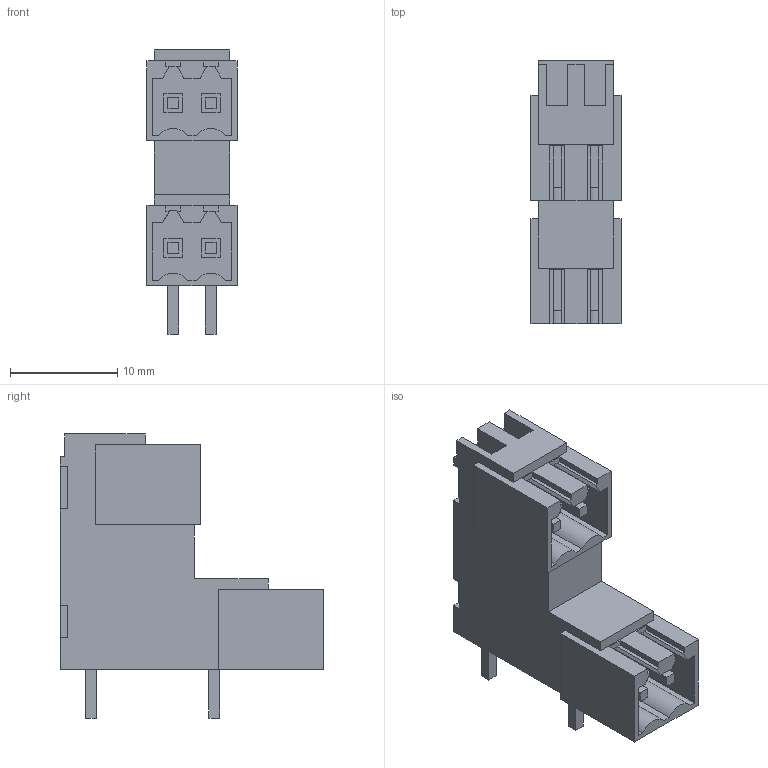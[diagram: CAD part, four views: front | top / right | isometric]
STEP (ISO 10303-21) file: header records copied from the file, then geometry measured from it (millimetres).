
FILE_DESCRIPTION(('CATIA V5 STEP Exchange','CAx-IF Rec.Pracs.--- Model Styling and Organization---1.4--- 2014-01-23'),'2;1');
FILE_NAME ('D1488353_2_1642860000_1642860000.stp','2022-07-29T06:15:24+00:00',('none'),('Weidmueller'),'CATIA Version 5-6 Release 2016 SP3 HF44','CATIA V5 STEP AP214','none');
FILE_SCHEMA(('AUTOMOTIVE_DESIGN { 1 0 10303 214 1 1 1 1 }'));
Length unit declared in the file: millimetre
Products named in the file (1): 1642860000
Bounding box: 8.4 x 24.55 x 26.5 mm (x, y, z)
Volume: 1792 mm3; surface area: 2934.3 mm2
Topology: 5 solids, 5 shells, 249 faces, 686 edges, 454 vertices
Faces by surface type: plane 229, cylinder 20
Entity records: 7456 total; most frequent: ORIENTED_EDGE 1372, CARTESIAN_POINT 1354, DIRECTION 1040, EDGE_CURVE 686, VECTOR 646, LINE 646, VERTEX_POINT 454, EDGE_LOOP 264
